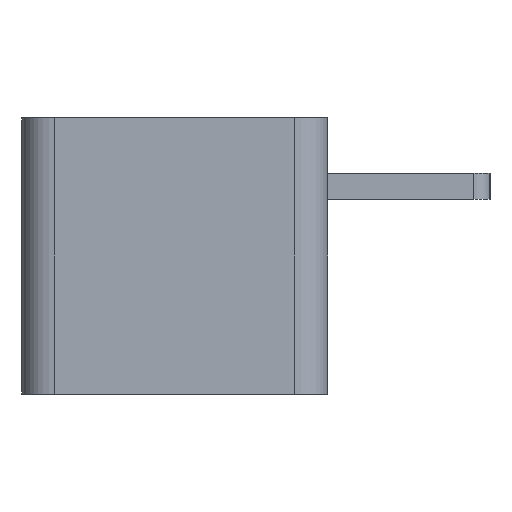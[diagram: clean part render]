
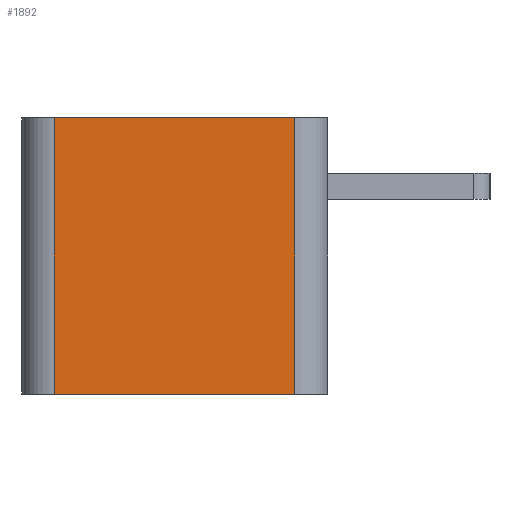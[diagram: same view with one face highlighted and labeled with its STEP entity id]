
A CAD part, left-side view. The second image highlights one B-rep face of the part: STEP entity #1892.
In plain terms, the highlighted planar face has unit normal (-1, 0, 0).
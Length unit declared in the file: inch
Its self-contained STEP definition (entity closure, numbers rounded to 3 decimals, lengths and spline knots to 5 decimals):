
#8 = LINE ( 'NONE', #696, #1426 ) ;
#21 = CARTESIAN_POINT ( 'NONE',  ( -0.05, 0.37, -0.425 ) ) ;
#366 = LINE ( 'NONE', #2883, #1434 ) ;
#427 = ORIENTED_EDGE ( 'NONE', *, *, #1859, .T. ) ;
#554 = VERTEX_POINT ( 'NONE', #21 ) ;
#580 = PLANE ( 'NONE',  #1845 ) ;
#583 = VERTEX_POINT ( 'NONE', #1135 ) ;
#593 = DIRECTION ( 'NONE',  ( 1., 0., 0. ) ) ;
#696 = CARTESIAN_POINT ( 'NONE',  ( -0.05, -0.37, 0. ) ) ;
#834 = ORIENTED_EDGE ( 'NONE', *, *, #2570, .T. ) ;
#838 = DIRECTION ( 'NONE',  ( 0., 0., -1. ) ) ;
#971 = ORIENTED_EDGE ( 'NONE', *, *, #2817, .F. ) ;
#1051 = LINE ( 'NONE', #2862, #1844 ) ;
#1061 = EDGE_CURVE ( 'NONE', #2332, #554, #2528, .T. ) ;
#1135 = CARTESIAN_POINT ( 'NONE',  ( -0.05, 0.37, 0.425 ) ) ;
#1186 = DIRECTION ( 'NONE',  ( 0., 0., 1. ) ) ;
#1240 = CARTESIAN_POINT ( 'NONE',  ( -0.05, -0.37, -0.425 ) ) ;
#1343 = VECTOR ( 'NONE', #1439, 39.37008 ) ;
#1426 = VECTOR ( 'NONE', #1186, 39.37008 ) ;
#1434 = VECTOR ( 'NONE', #838, 39.37008 ) ;
#1439 = DIRECTION ( 'NONE',  ( 0., 1., 0. ) ) ;
#1461 = CARTESIAN_POINT ( 'NONE',  ( -0.05, -0.37, 0.425 ) ) ;
#1495 = DIRECTION ( 'NONE',  ( 0., 0., -1. ) ) ;
#1533 = FACE_OUTER_BOUND ( 'NONE', #2444, .T. ) ;
#1665 = CARTESIAN_POINT ( 'NONE',  ( -0.05, 0.47, -0.425 ) ) ;
#1759 = DIRECTION ( 'NONE',  ( 0., -1., 0. ) ) ;
#1844 = VECTOR ( 'NONE', #1759, 39.37008 ) ;
#1845 = AXIS2_PLACEMENT_3D ( 'NONE', #2845, #593, #1495 ) ;
#1859 = EDGE_CURVE ( 'NONE', #583, #554, #366, .T. ) ;
#1892 = ADVANCED_FACE ( 'NONE', ( #1533 ), #580, .F. ) ;
#2028 = VERTEX_POINT ( 'NONE', #1461 ) ;
#2332 = VERTEX_POINT ( 'NONE', #1240 ) ;
#2444 = EDGE_LOOP ( 'NONE', ( #2819, #834, #971, #427 ) ) ;
#2528 = LINE ( 'NONE', #1665, #1343 ) ;
#2570 = EDGE_CURVE ( 'NONE', #2332, #2028, #8, .T. ) ;
#2817 = EDGE_CURVE ( 'NONE', #583, #2028, #1051, .T. ) ;
#2819 = ORIENTED_EDGE ( 'NONE', *, *, #1061, .F. ) ;
#2845 = CARTESIAN_POINT ( 'NONE',  ( -0.05, 0., 0. ) ) ;
#2862 = CARTESIAN_POINT ( 'NONE',  ( -0.05, 0.47, 0.425 ) ) ;
#2883 = CARTESIAN_POINT ( 'NONE',  ( -0.05, 0.37, 0. ) ) ;
